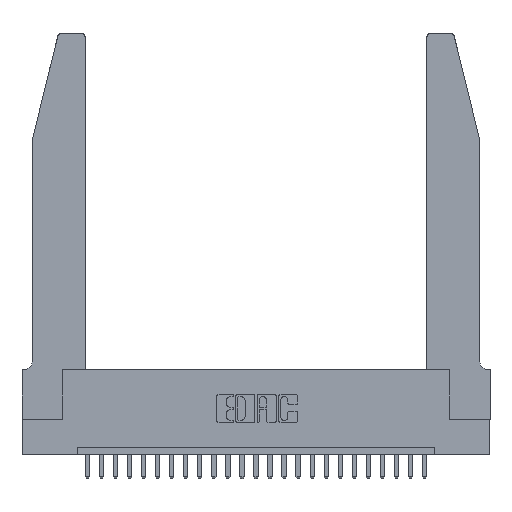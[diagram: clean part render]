
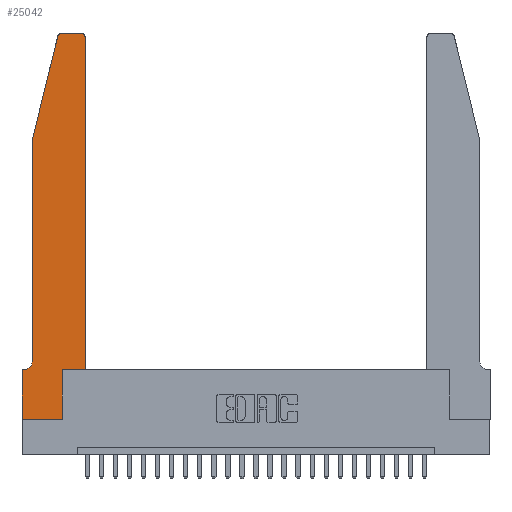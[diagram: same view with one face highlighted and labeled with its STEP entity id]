
A CAD part, top view. The second image highlights one B-rep face of the part: STEP entity #25042.
In plain terms, the highlighted planar face has unit normal (0, 0, 1).
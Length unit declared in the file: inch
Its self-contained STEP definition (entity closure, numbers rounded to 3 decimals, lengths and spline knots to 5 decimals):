
#706 = CIRCLE ( 'NONE', #19432, 0.03 ) ;
#1190 = CARTESIAN_POINT ( 'NONE',  ( 0.2865, 0., 0.37 ) ) ;
#1608 = CARTESIAN_POINT ( 'NONE',  ( 0., 0., 0.37 ) ) ;
#1737 = CIRCLE ( 'NONE', #3358, 0.03 ) ;
#2594 = EDGE_CURVE ( 'NONE', #18974, #18359, #1737, .T. ) ;
#2732 = CARTESIAN_POINT ( 'NONE',  ( 0.4205, 2.75, 0.37 ) ) ;
#2926 = CARTESIAN_POINT ( 'NONE',  ( 0., 0.35, 0.37 ) ) ;
#3139 = DIRECTION ( 'NONE',  ( 0., 0., -1. ) ) ;
#3315 = CARTESIAN_POINT ( 'NONE',  ( 0.0055, 0.42, 0.37 ) ) ;
#3358 = AXIS2_PLACEMENT_3D ( 'NONE', #22009, #13762, #9995 ) ;
#3904 = CARTESIAN_POINT ( 'NONE',  ( 0.284, 2.72, 0.37 ) ) ;
#4095 = ORIENTED_EDGE ( 'NONE', *, *, #15111, .T. ) ;
#4539 = VECTOR ( 'NONE', #24831, 39.37008 ) ;
#4555 = VECTOR ( 'NONE', #10031, 39.37008 ) ;
#4575 = CARTESIAN_POINT ( 'NONE',  ( 0.4505, 0.35, 0.37 ) ) ;
#4653 = VERTEX_POINT ( 'NONE', #17841 ) ;
#5098 = CARTESIAN_POINT ( 'NONE',  ( 0.4505, 0.35, 0.37 ) ) ;
#5302 = EDGE_CURVE ( 'NONE', #18664, #5610, #21404, .T. ) ;
#5410 = VERTEX_POINT ( 'NONE', #6173 ) ;
#5610 = VERTEX_POINT ( 'NONE', #5923 ) ;
#5812 = EDGE_CURVE ( 'NONE', #9654, #18664, #7272, .T. ) ;
#5923 = CARTESIAN_POINT ( 'NONE',  ( 0., 0., 0.37 ) ) ;
#6173 = CARTESIAN_POINT ( 'NONE',  ( 0.0755, 2., 0.37 ) ) ;
#6297 = CARTESIAN_POINT ( 'NONE',  ( 0., 0., 0.37 ) ) ;
#6669 = VERTEX_POINT ( 'NONE', #18347 ) ;
#7003 = ORIENTED_EDGE ( 'NONE', *, *, #13257, .T. ) ;
#7272 = LINE ( 'NONE', #24476, #16655 ) ;
#7332 = CARTESIAN_POINT ( 'NONE',  ( 0.284, 2.75, 0.37 ) ) ;
#7398 = VECTOR ( 'NONE', #7431, 39.37008 ) ;
#7431 = DIRECTION ( 'NONE',  ( -0.239, -0.971, 0. ) ) ;
#7746 = LINE ( 'NONE', #18565, #11769 ) ;
#8314 = DIRECTION ( 'NONE',  ( 0., 0., 1. ) ) ;
#8400 = CARTESIAN_POINT ( 'NONE',  ( 0.0755, 0.42, 0.37 ) ) ;
#8463 = EDGE_CURVE ( 'NONE', #16173, #18974, #9314, .T. ) ;
#8647 = EDGE_CURVE ( 'NONE', #18359, #14597, #9603, .T. ) ;
#8734 = EDGE_CURVE ( 'NONE', #6669, #5410, #14221, .T. ) ;
#8865 = CARTESIAN_POINT ( 'NONE',  ( 0.4505, 0.35, 0.37 ) ) ;
#8943 = ORIENTED_EDGE ( 'NONE', *, *, #5302, .T. ) ;
#9010 = CARTESIAN_POINT ( 'NONE',  ( 0.0055, 0.35, 0.37 ) ) ;
#9142 = ORIENTED_EDGE ( 'NONE', *, *, #14269, .T. ) ;
#9231 = EDGE_CURVE ( 'NONE', #14597, #6669, #706, .T. ) ;
#9314 = LINE ( 'NONE', #5098, #13352 ) ;
#9529 = DIRECTION ( 'NONE',  ( 1., 0., 0. ) ) ;
#9603 = LINE ( 'NONE', #21367, #4555 ) ;
#9654 = VERTEX_POINT ( 'NONE', #9010 ) ;
#9995 = DIRECTION ( 'NONE',  ( 1., 0., 0. ) ) ;
#10031 = DIRECTION ( 'NONE',  ( -1., 0., 0. ) ) ;
#10798 = CARTESIAN_POINT ( 'NONE',  ( 0.4505, 2.72, 0.37 ) ) ;
#10990 = CARTESIAN_POINT ( 'NONE',  ( 0.0755, 2., 0.37 ) ) ;
#11276 = DIRECTION ( 'NONE',  ( -1., 0., 0. ) ) ;
#11769 = VECTOR ( 'NONE', #19010, 39.37008 ) ;
#12479 = DIRECTION ( 'NONE',  ( -1., 0., 0. ) ) ;
#12908 = VECTOR ( 'NONE', #23598, 39.37008 ) ;
#13008 = EDGE_LOOP ( 'NONE', ( #18281, #13888, #18852, #17885, #24932, #25236, #8943, #4095, #9142, #7003, #15759, #21271 ) ) ;
#13257 = EDGE_CURVE ( 'NONE', #4653, #16173, #13966, .T. ) ;
#13352 = VECTOR ( 'NONE', #23646, 39.37008 ) ;
#13762 = DIRECTION ( 'NONE',  ( 0., 0., 1. ) ) ;
#13888 = ORIENTED_EDGE ( 'NONE', *, *, #9231, .T. ) ;
#13949 = CIRCLE ( 'NONE', #16076, 0.07 ) ;
#13966 = LINE ( 'NONE', #8865, #22753 ) ;
#14003 = DIRECTION ( 'NONE',  ( 1., 0., 0. ) ) ;
#14221 = LINE ( 'NONE', #25328, #7398 ) ;
#14269 = EDGE_CURVE ( 'NONE', #19815, #4653, #7746, .T. ) ;
#14597 = VERTEX_POINT ( 'NONE', #7332 ) ;
#15111 = EDGE_CURVE ( 'NONE', #5610, #19815, #21035, .T. ) ;
#15292 = VERTEX_POINT ( 'NONE', #8400 ) ;
#15759 = ORIENTED_EDGE ( 'NONE', *, *, #8463, .T. ) ;
#16076 = AXIS2_PLACEMENT_3D ( 'NONE', #3315, #3139, #11276 ) ;
#16173 = VERTEX_POINT ( 'NONE', #4575 ) ;
#16476 = LINE ( 'NONE', #10990, #4539 ) ;
#16655 = VECTOR ( 'NONE', #12479, 39.37008 ) ;
#17509 = AXIS2_PLACEMENT_3D ( 'NONE', #22299, #8314, #18403 ) ;
#17841 = CARTESIAN_POINT ( 'NONE',  ( 0.2865, 0.35, 0.37 ) ) ;
#17885 = ORIENTED_EDGE ( 'NONE', *, *, #25196, .T. ) ;
#18281 = ORIENTED_EDGE ( 'NONE', *, *, #8647, .T. ) ;
#18347 = CARTESIAN_POINT ( 'NONE',  ( 0.25487, 2.72718, 0.37 ) ) ;
#18359 = VERTEX_POINT ( 'NONE', #2732 ) ;
#18403 = DIRECTION ( 'NONE',  ( 1., 0., 0. ) ) ;
#18565 = CARTESIAN_POINT ( 'NONE',  ( 0.2865, 0.35, 0.37 ) ) ;
#18575 = PLANE ( 'NONE',  #17509 ) ;
#18664 = VERTEX_POINT ( 'NONE', #2926 ) ;
#18852 = ORIENTED_EDGE ( 'NONE', *, *, #8734, .T. ) ;
#18974 = VERTEX_POINT ( 'NONE', #10798 ) ;
#19010 = DIRECTION ( 'NONE',  ( 0., 1., 0. ) ) ;
#19143 = DIRECTION ( 'NONE',  ( 1., 0., 0. ) ) ;
#19432 = AXIS2_PLACEMENT_3D ( 'NONE', #3904, #19966, #9529 ) ;
#19760 = EDGE_CURVE ( 'NONE', #15292, #9654, #13949, .T. ) ;
#19815 = VERTEX_POINT ( 'NONE', #1190 ) ;
#19966 = DIRECTION ( 'NONE',  ( 0., 0., 1. ) ) ;
#21035 = LINE ( 'NONE', #6297, #25377 ) ;
#21271 = ORIENTED_EDGE ( 'NONE', *, *, #2594, .T. ) ;
#21367 = CARTESIAN_POINT ( 'NONE',  ( 0.2605, 2.75, 0.37 ) ) ;
#21404 = LINE ( 'NONE', #1608, #12908 ) ;
#22009 = CARTESIAN_POINT ( 'NONE',  ( 0.4205, 2.72, 0.37 ) ) ;
#22299 = CARTESIAN_POINT ( 'NONE',  ( 0., 0.35, 0.37 ) ) ;
#22753 = VECTOR ( 'NONE', #19143, 39.37008 ) ;
#23598 = DIRECTION ( 'NONE',  ( 0., -1., 0. ) ) ;
#23646 = DIRECTION ( 'NONE',  ( 0., 1., 0. ) ) ;
#23666 = FACE_OUTER_BOUND ( 'NONE', #13008, .T. ) ;
#24476 = CARTESIAN_POINT ( 'NONE',  ( 0.0755, 0.35, 0.37 ) ) ;
#24831 = DIRECTION ( 'NONE',  ( 0., -1., 0. ) ) ;
#24932 = ORIENTED_EDGE ( 'NONE', *, *, #19760, .T. ) ;
#25042 = ADVANCED_FACE ( 'NONE', ( #23666 ), #18575, .T. ) ;
#25196 = EDGE_CURVE ( 'NONE', #5410, #15292, #16476, .T. ) ;
#25236 = ORIENTED_EDGE ( 'NONE', *, *, #5812, .T. ) ;
#25328 = CARTESIAN_POINT ( 'NONE',  ( 0.0755, 2., 0.37 ) ) ;
#25377 = VECTOR ( 'NONE', #14003, 39.37008 ) ;
